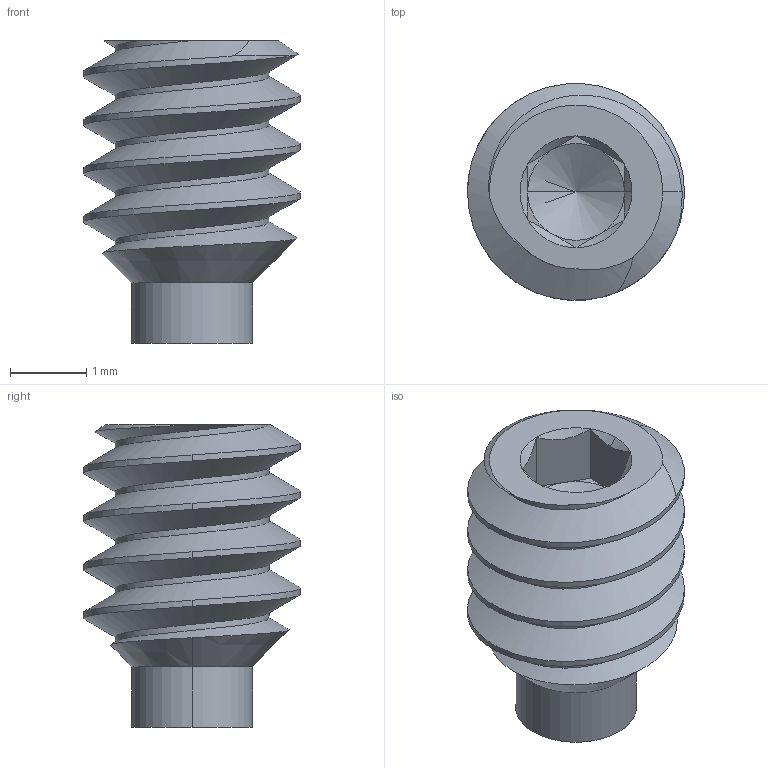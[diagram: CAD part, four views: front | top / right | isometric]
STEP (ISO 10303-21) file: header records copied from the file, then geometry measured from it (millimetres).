
FILE_DESCRIPTION (( 'STEP AP203' ), '1' );
FILE_NAME ('90291A103_18-8 Stainless Steel Nylon-Tip Set Screw.STEP', '2021-09-10T13:17:42', ( 'Administrator' ), ( 'Managed by Terraform' ), 'SwSTEP 2.0', 'SolidWorks 2017', '' );
FILE_SCHEMA (( 'CONFIG_CONTROL_DESIGN' ));
Length unit declared in the file: inch
Products named in the file (1): 90291A103_18-8 Stainless Steel Nylon-Tip Set Screw
Bounding box: 2.84 x 2.84 x 3.97 mm (x, y, z)
Volume: 14.5 mm3; surface area: 53.8 mm2
Topology: 1 solids, 1 shells, 42 faces, 98 edges, 57 vertices
Faces by surface type: cone 15, plane 14, cylinder 10, bspline 3
Entity records: 2001 total; most frequent: CARTESIAN_POINT 1072, ORIENTED_EDGE 192, DIRECTION 159, EDGE_CURVE 96, AXIS2_PLACEMENT_3D 62, VERTEX_POINT 57, EDGE_LOOP 43, FACE_OUTER_BOUND 42
